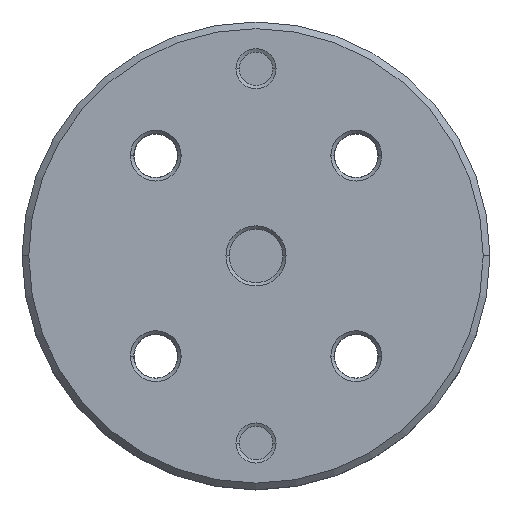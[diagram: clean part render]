
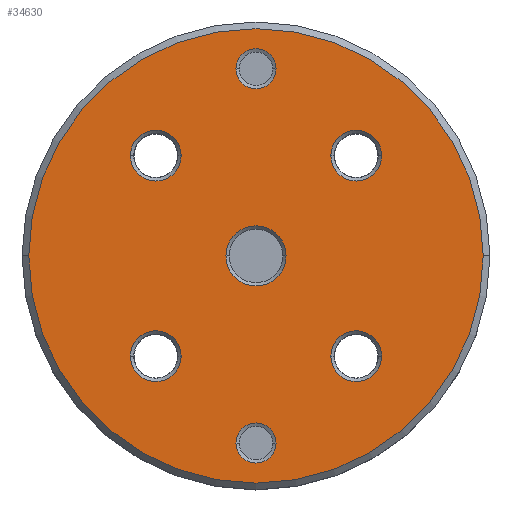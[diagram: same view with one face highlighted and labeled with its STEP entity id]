
A CAD part, top view. The second image highlights one B-rep face of the part: STEP entity #34630.
In plain terms, the highlighted planar face has unit normal (0, 0, 1).
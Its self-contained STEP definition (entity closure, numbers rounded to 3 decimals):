
#30770=CARTESIAN_POINT('',(3.,28.,8.));
#30780=VERTEX_POINT('',#30770);
#30810=CARTESIAN_POINT('',(0.,28.,8.));
#30820=DIRECTION('',(0.,0.,1.));
#30830=DIRECTION('',(1.,0.,0.));
#30840=AXIS2_PLACEMENT_3D('',#30810,#30820,#30830);
#30850=CIRCLE('',#30840,3.);
#30860=CARTESIAN_POINT('',(-3.,28.,8.));
#30870=VERTEX_POINT('',#30860);
#30880=EDGE_CURVE('',#30870,#30780,#30850,.T.);
#31800=CARTESIAN_POINT('',(3.,-28.,8.));
#31810=VERTEX_POINT('',#31800);
#31840=CARTESIAN_POINT('',(0.,-28.,8.));
#31850=DIRECTION('',(0.,0.,1.));
#31860=DIRECTION('',(1.,0.,0.));
#31870=AXIS2_PLACEMENT_3D('',#31840,#31850,#31860);
#31880=CIRCLE('',#31870,3.);
#31890=CARTESIAN_POINT('',(-3.,-28.,8.));
#31900=VERTEX_POINT('',#31890);
#31910=EDGE_CURVE('',#31900,#31810,#31880,.T.);
#32460=EDGE_CURVE('',#30780,#30870,#30850,.T.);
#32600=EDGE_CURVE('',#31810,#31900,#31880,.T.);
#33600=CARTESIAN_POINT('',(0.,0.,8.));
#33610=DIRECTION('',(0.,0.,1.));
#33620=DIRECTION('',(1.,0.,0.));
#33630=AXIS2_PLACEMENT_3D('',#33600,#33610,#33620);
#33640=PLANE('',#33630);
#33650=CARTESIAN_POINT('',(15.,15.,8.));
#33660=DIRECTION('',(0.,0.,1.));
#33670=DIRECTION('',(1.,0.,0.));
#33680=AXIS2_PLACEMENT_3D('',#33650,#33660,#33670);
#33690=CIRCLE('',#33680,3.8);
#33700=CARTESIAN_POINT('',(18.8,15.,8.));
#33710=VERTEX_POINT('',#33700);
#33720=CARTESIAN_POINT('',(11.2,15.,8.));
#33730=VERTEX_POINT('',#33720);
#33740=EDGE_CURVE('',#33710,#33730,#33690,.T.);
#33750=ORIENTED_EDGE('',*,*,#33740,.F.);
#33760=EDGE_CURVE('',#33730,#33710,#33690,.T.);
#33770=ORIENTED_EDGE('',*,*,#33760,.F.);
#33780=EDGE_LOOP('',(#33770,#33750));
#33790=FACE_BOUND('',#33780,.T.);
#33800=CARTESIAN_POINT('',(0.,0.,8.));
#33810=DIRECTION('',(0.,0.,-1.));
#33820=DIRECTION('',(-1.,0.,0.));
#33830=AXIS2_PLACEMENT_3D('',#33800,#33810,#33820);
#33840=CIRCLE('',#33830,4.5);
#33850=CARTESIAN_POINT('',(4.5,0.,8.));
#33860=VERTEX_POINT('',#33850);
#33870=CARTESIAN_POINT('',(-4.5,0.,8.));
#33880=VERTEX_POINT('',#33870);
#33890=EDGE_CURVE('',#33860,#33880,#33840,.T.);
#33900=ORIENTED_EDGE('',*,*,#33890,.T.);
#33910=EDGE_CURVE('',#33880,#33860,#33840,.T.);
#33920=ORIENTED_EDGE('',*,*,#33910,.T.);
#33930=EDGE_LOOP('',(#33920,#33900));
#33940=FACE_BOUND('',#33930,.T.);
#33950=CARTESIAN_POINT('',(-15.,15.,8.));
#33960=DIRECTION('',(0.,0.,1.));
#33970=DIRECTION('',(1.,0.,0.));
#33980=AXIS2_PLACEMENT_3D('',#33950,#33960,#33970);
#33990=CIRCLE('',#33980,3.8);
#34000=CARTESIAN_POINT('',(-11.2,15.,8.));
#34010=VERTEX_POINT('',#34000);
#34020=CARTESIAN_POINT('',(-18.8,15.,8.));
#34030=VERTEX_POINT('',#34020);
#34040=EDGE_CURVE('',#34010,#34030,#33990,.T.);
#34050=ORIENTED_EDGE('',*,*,#34040,.F.);
#34060=EDGE_CURVE('',#34030,#34010,#33990,.T.);
#34070=ORIENTED_EDGE('',*,*,#34060,.F.);
#34080=EDGE_LOOP('',(#34070,#34050));
#34090=FACE_BOUND('',#34080,.T.);
#34100=ORIENTED_EDGE('',*,*,#32460,.F.);
#34110=ORIENTED_EDGE('',*,*,#30880,.F.);
#34120=EDGE_LOOP('',(#34110,#34100));
#34130=FACE_BOUND('',#34120,.T.);
#34140=CARTESIAN_POINT('',(-15.,-15.,8.));
#34150=DIRECTION('',(0.,0.,1.));
#34160=DIRECTION('',(1.,0.,0.));
#34170=AXIS2_PLACEMENT_3D('',#34140,#34150,#34160);
#34180=CIRCLE('',#34170,3.8);
#34190=CARTESIAN_POINT('',(-11.2,-15.,8.));
#34200=VERTEX_POINT('',#34190);
#34210=CARTESIAN_POINT('',(-18.8,-15.,8.));
#34220=VERTEX_POINT('',#34210);
#34230=EDGE_CURVE('',#34200,#34220,#34180,.T.);
#34240=ORIENTED_EDGE('',*,*,#34230,.F.);
#34250=EDGE_CURVE('',#34220,#34200,#34180,.T.);
#34260=ORIENTED_EDGE('',*,*,#34250,.F.);
#34270=EDGE_LOOP('',(#34260,#34240));
#34280=FACE_BOUND('',#34270,.T.);
#34290=ORIENTED_EDGE('',*,*,#32600,.F.);
#34300=ORIENTED_EDGE('',*,*,#31910,.F.);
#34310=EDGE_LOOP('',(#34300,#34290));
#34320=FACE_BOUND('',#34310,.T.);
#34330=CARTESIAN_POINT('',(15.,-15.,8.));
#34340=DIRECTION('',(0.,0.,1.));
#34350=DIRECTION('',(1.,0.,0.));
#34360=AXIS2_PLACEMENT_3D('',#34330,#34340,#34350);
#34370=CIRCLE('',#34360,3.8);
#34380=CARTESIAN_POINT('',(18.8,-15.,8.));
#34390=VERTEX_POINT('',#34380);
#34400=CARTESIAN_POINT('',(11.2,-15.,8.));
#34410=VERTEX_POINT('',#34400);
#34420=EDGE_CURVE('',#34390,#34410,#34370,.T.);
#34430=ORIENTED_EDGE('',*,*,#34420,.F.);
#34440=EDGE_CURVE('',#34410,#34390,#34370,.T.);
#34450=ORIENTED_EDGE('',*,*,#34440,.F.);
#34460=EDGE_LOOP('',(#34450,#34430));
#34470=FACE_BOUND('',#34460,.T.);
#34480=CARTESIAN_POINT('',(0.,0.,8.));
#34490=DIRECTION('',(0.,0.,1.));
#34500=DIRECTION('',(1.,0.,0.));
#34510=AXIS2_PLACEMENT_3D('',#34480,#34490,#34500);
#34520=CIRCLE('',#34510,34.);
#34530=CARTESIAN_POINT('',(34.,0.,8.));
#34540=VERTEX_POINT('',#34530);
#34550=CARTESIAN_POINT('',(-34.,0.,8.));
#34560=VERTEX_POINT('',#34550);
#34570=EDGE_CURVE('',#34540,#34560,#34520,.T.);
#34580=ORIENTED_EDGE('',*,*,#34570,.T.);
#34590=EDGE_CURVE('',#34560,#34540,#34520,.T.);
#34600=ORIENTED_EDGE('',*,*,#34590,.T.);
#34610=EDGE_LOOP('',(#34600,#34580));
#34620=FACE_OUTER_BOUND('',#34610,.T.);
#34630=ADVANCED_FACE('',(#33790,#33940,#34090,#34130,#34280,#34320,
#34470,#34620),#33640,.T.);
